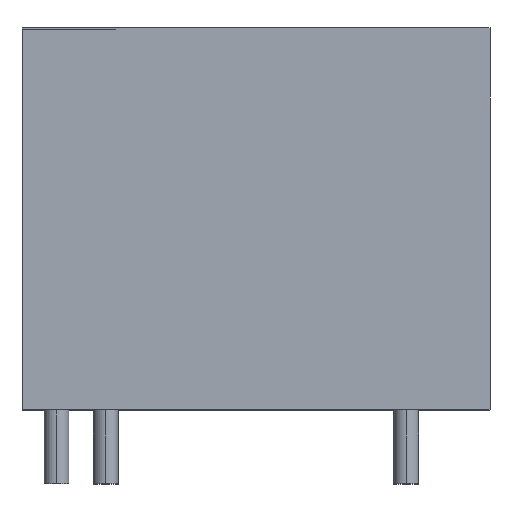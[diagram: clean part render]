
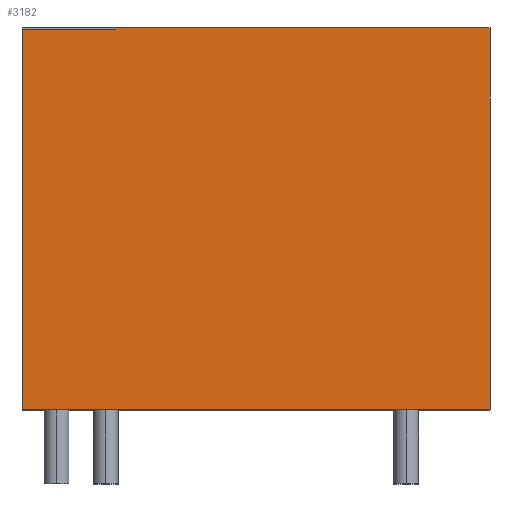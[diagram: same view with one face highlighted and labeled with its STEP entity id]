
A CAD part, top view. The second image highlights one B-rep face of the part: STEP entity #3182.
In plain terms, the highlighted planar face has unit normal (0, 0, 1).
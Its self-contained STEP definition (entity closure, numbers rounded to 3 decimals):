
#25 = CARTESIAN_POINT ( 'NONE',  ( -1.4, 0., 7.6 ) ) ;
#115 = ORIENTED_EDGE ( 'NONE', *, *, #441, .F. ) ;
#265 = VERTEX_POINT ( 'NONE', #4606 ) ;
#285 = CARTESIAN_POINT ( 'NONE',  ( -1.4, 15.5, 7.6 ) ) ;
#360 = CARTESIAN_POINT ( 'NONE',  ( 17.6, 15.5, 7.6 ) ) ;
#383 = LINE ( 'NONE', #1793, #1219 ) ;
#441 = EDGE_CURVE ( 'NONE', #265, #4543, #383, .T. ) ;
#478 = ORIENTED_EDGE ( 'NONE', *, *, #2245, .F. ) ;
#540 = DIRECTION ( 'NONE',  ( -1., 0., 0. ) ) ;
#541 = CARTESIAN_POINT ( 'NONE',  ( -1.4, 0., 7.6 ) ) ;
#611 = ORIENTED_EDGE ( 'NONE', *, *, #2647, .T. ) ;
#836 = DIRECTION ( 'NONE',  ( 1., 0., 0. ) ) ;
#901 = DIRECTION ( 'NONE',  ( 0., -1., 0. ) ) ;
#917 = VECTOR ( 'NONE', #3480, 1000. ) ;
#949 = VERTEX_POINT ( 'NONE', #25 ) ;
#1113 = ORIENTED_EDGE ( 'NONE', *, *, #3873, .T. ) ;
#1159 = ORIENTED_EDGE ( 'NONE', *, *, #3213, .F. ) ;
#1186 = CARTESIAN_POINT ( 'NONE',  ( -1.4, 15.45, 7.6 ) ) ;
#1188 = CARTESIAN_POINT ( 'NONE',  ( 17.6, 15.5, 7.6 ) ) ;
#1219 = VECTOR ( 'NONE', #3233, 1000. ) ;
#1241 = LINE ( 'NONE', #1186, #1813 ) ;
#1680 = LINE ( 'NONE', #4535, #917 ) ;
#1793 = CARTESIAN_POINT ( 'NONE',  ( 2.404, 15.45, 7.6 ) ) ;
#1813 = VECTOR ( 'NONE', #836, 1000. ) ;
#1933 = FACE_OUTER_BOUND ( 'NONE', #4487, .T. ) ;
#1940 = ORIENTED_EDGE ( 'NONE', *, *, #2653, .F. ) ;
#2245 = EDGE_CURVE ( 'NONE', #4466, #265, #1241, .T. ) ;
#2647 = EDGE_CURVE ( 'NONE', #4466, #949, #1680, .T. ) ;
#2653 = EDGE_CURVE ( 'NONE', #4543, #4064, #4207, .T. ) ;
#2960 = DIRECTION ( 'NONE',  ( 0., 0., -1. ) ) ;
#3055 = VECTOR ( 'NONE', #4023, 1000. ) ;
#3182 = ADVANCED_FACE ( 'NONE', ( #1933 ), #3649, .F. ) ;
#3213 = EDGE_CURVE ( 'NONE', #4064, #3862, #4398, .T. ) ;
#3233 = DIRECTION ( 'NONE',  ( 0., 1., 0. ) ) ;
#3376 = CARTESIAN_POINT ( 'NONE',  ( 17.6, 0., 7.6 ) ) ;
#3381 = CARTESIAN_POINT ( 'NONE',  ( 2.404, 15.5, 7.6 ) ) ;
#3480 = DIRECTION ( 'NONE',  ( 0., -1., 0. ) ) ;
#3649 = PLANE ( 'NONE',  #3741 ) ;
#3665 = VECTOR ( 'NONE', #901, 1000. ) ;
#3676 = LINE ( 'NONE', #541, #3055 ) ;
#3741 = AXIS2_PLACEMENT_3D ( 'NONE', #4022, #2960, #540 ) ;
#3862 = VERTEX_POINT ( 'NONE', #3376 ) ;
#3873 = EDGE_CURVE ( 'NONE', #949, #3862, #3676, .T. ) ;
#4022 = CARTESIAN_POINT ( 'NONE',  ( -1.4, 15.5, 7.6 ) ) ;
#4023 = DIRECTION ( 'NONE',  ( 1., 0., 0. ) ) ;
#4064 = VERTEX_POINT ( 'NONE', #360 ) ;
#4103 = CARTESIAN_POINT ( 'NONE',  ( -1.4, 15.45, 7.6 ) ) ;
#4144 = VECTOR ( 'NONE', #4234, 1000. ) ;
#4207 = LINE ( 'NONE', #285, #4144 ) ;
#4234 = DIRECTION ( 'NONE',  ( 1., 0., 0. ) ) ;
#4398 = LINE ( 'NONE', #1188, #3665 ) ;
#4466 = VERTEX_POINT ( 'NONE', #4103 ) ;
#4487 = EDGE_LOOP ( 'NONE', ( #1940, #115, #478, #611, #1113, #1159 ) ) ;
#4535 = CARTESIAN_POINT ( 'NONE',  ( -1.4, 15.5, 7.6 ) ) ;
#4543 = VERTEX_POINT ( 'NONE', #3381 ) ;
#4606 = CARTESIAN_POINT ( 'NONE',  ( 2.404, 15.45, 7.6 ) ) ;
